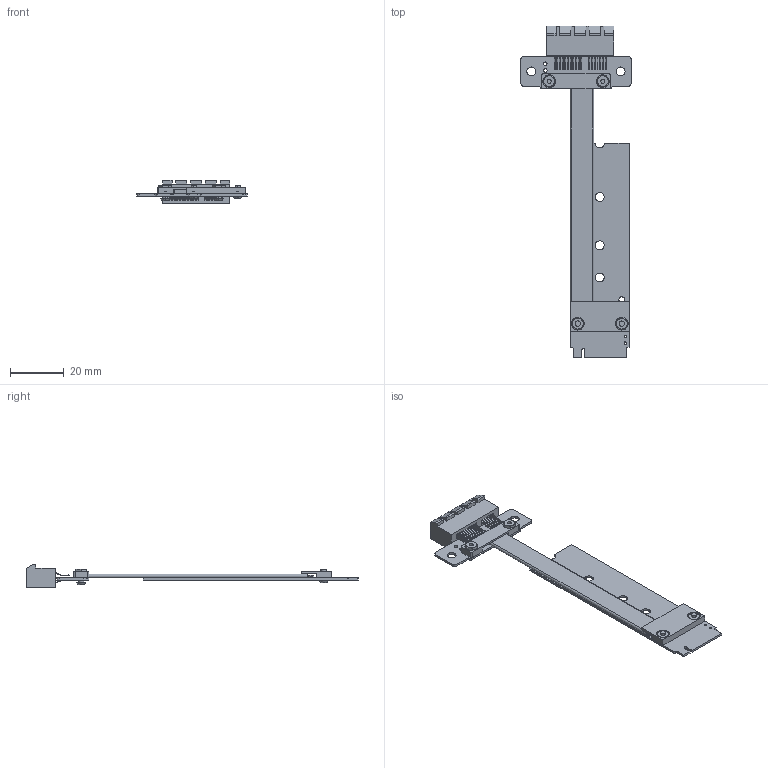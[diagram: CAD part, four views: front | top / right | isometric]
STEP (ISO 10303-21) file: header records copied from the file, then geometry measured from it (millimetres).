
FILE_DESCRIPTION(('Open CASCADE Model'),'2;1');
FILE_NAME('Open CASCADE Shape Model','2020-03-19T08:22:39',('Author'),( 'Open CASCADE'),'Open CASCADE STEP processor 6.8','Open CASCADE 6.8' ,'Unknown');
FILE_SCHEMA(('AUTOMOTIVE_DESIGN { 1 0 10303 214 1 1 1 1 }'));
Length unit declared in the file: millimetre
Products named in the file (13): PCB; Board; Open CASCADE STEP translator 6.8 2.1.1; Free-Models; Tape14x5_RGB0; G0033_RGB9411503; RP11S-PAD; Hexagon_nut_ISO_4032_(DIN_934)_-_M2_RGB9411503; PCIe_x1_SF_RGB4404530; _PCIE-036-02-S-D-EMS2_body; _PCIE-036-02-S-D-EMS2_pins1; RP44S-PAD; cable13-83
Assembly tree (18 placements, depth 4):
  PCB
    Board
      Open CASCADE STEP translator 6.8 2.1.1
    Free-Models
      Tape14x5_RGB0
      G0033_RGB9411503  x4
      RP11S-PAD
      Hexagon_nut_ISO_4032_(DIN_934)_-_M2_RGB9411503  x4
      PCIe_x1_SF_RGB4404530
        _PCIE-036-02-S-D-EMS2_body
        _PCIE-036-02-S-D-EMS2_pins1
      RP44S-PAD
      cable13-83
Bounding box: 41.05 x 123.71 x 8.7 mm (x, y, z)
Volume: 4699.3 mm3; surface area: 13475.4 mm2
Topology: 42 solids, 42 shells, 2095 faces, 6086 edges, 4014 vertices
Faces by surface type: plane 1294, cylinder 693, torus 52, cone 48, revolution 8
Full cylindrical faces by diameter (mm): 0.6 x53, 0.9 x2, 1.3 x2, 2.2 x10, 3.3 x5, 4.8 x4
Entity records: 80834 total; most frequent: CARTESIAN_POINT 11719, ORIENTED_EDGE 11524, DIRECTION 11132, EDGE_CURVE 5762, LINE 4252, VECTOR 4252, VERTEX_POINT 3810, AXIS2_PLACEMENT_3D 3439
